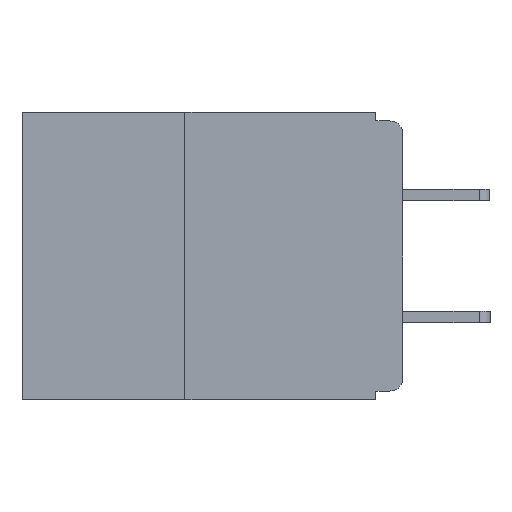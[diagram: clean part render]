
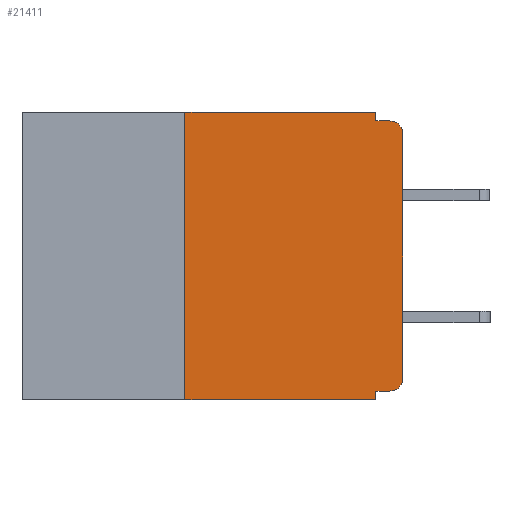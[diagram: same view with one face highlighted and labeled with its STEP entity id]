
A CAD part, left-side view. The second image highlights one B-rep face of the part: STEP entity #21411.
In plain terms, the highlighted planar face has unit normal (-1, 0, 0).
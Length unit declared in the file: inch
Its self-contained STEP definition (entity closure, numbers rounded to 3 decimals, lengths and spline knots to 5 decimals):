
#222 = DIRECTION ( 'NONE',  ( 0., 0., 1. ) ) ;
#290 = ORIENTED_EDGE ( 'NONE', *, *, #6511, .F. ) ;
#1002 = VECTOR ( 'NONE', #17307, 39.37008 ) ;
#1760 = LINE ( 'NONE', #10603, #12641 ) ;
#3091 = VECTOR ( 'NONE', #3567, 39.37008 ) ;
#3410 = VECTOR ( 'NONE', #24521, 39.37008 ) ;
#3567 = DIRECTION ( 'NONE',  ( 0., 0., 1. ) ) ;
#3952 = ORIENTED_EDGE ( 'NONE', *, *, #24591, .F. ) ;
#4008 = DIRECTION ( 'NONE',  ( -1., 0., 0. ) ) ;
#4615 = CARTESIAN_POINT ( 'NONE',  ( 0., 0.015, -0.025 ) ) ;
#4744 = CARTESIAN_POINT ( 'NONE',  ( 0., 0.25, -0.33 ) ) ;
#4890 = VERTEX_POINT ( 'NONE', #19707 ) ;
#4910 = AXIS2_PLACEMENT_3D ( 'NONE', #16858, #4008, #18933 ) ;
#5247 = CIRCLE ( 'NONE', #26990, 0.015 ) ;
#6202 = ORIENTED_EDGE ( 'NONE', *, *, #21857, .T. ) ;
#6511 = EDGE_CURVE ( 'NONE', #20189, #21589, #1760, .T. ) ;
#6778 = DIRECTION ( 'NONE',  ( 0., 0., -1. ) ) ;
#7112 = ORIENTED_EDGE ( 'NONE', *, *, #13559, .F. ) ;
#7283 = PLANE ( 'NONE',  #12168 ) ;
#7809 = EDGE_CURVE ( 'NONE', #20512, #22633, #19479, .T. ) ;
#8229 = VECTOR ( 'NONE', #25988, 39.37008 ) ;
#8454 = DIRECTION ( 'NONE',  ( 0., -1., 0. ) ) ;
#8541 = EDGE_CURVE ( 'NONE', #24536, #26160, #12859, .T. ) ;
#8545 = CARTESIAN_POINT ( 'NONE',  ( 0., 0.031, -0.01 ) ) ;
#8670 = EDGE_LOOP ( 'NONE', ( #23772, #6202, #12597, #27224, #290, #7112, #24058, #17375, #3952, #25935 ) ) ;
#9085 = CIRCLE ( 'NONE', #4910, 0.015 ) ;
#9422 = CARTESIAN_POINT ( 'NONE',  ( 0., 0.031, -0.32 ) ) ;
#9538 = DIRECTION ( 'NONE',  ( 0., 0., -1. ) ) ;
#9854 = CARTESIAN_POINT ( 'NONE',  ( 0., 0.031, 0. ) ) ;
#9891 = CARTESIAN_POINT ( 'NONE',  ( 0., 0., -0.01 ) ) ;
#10339 = FACE_OUTER_BOUND ( 'NONE', #8670, .T. ) ;
#10345 = CARTESIAN_POINT ( 'NONE',  ( 0., 0.015, -0.01 ) ) ;
#10603 = CARTESIAN_POINT ( 'NONE',  ( 0., 0.437, 0. ) ) ;
#11331 = CARTESIAN_POINT ( 'NONE',  ( 0., 0.031, -0.33 ) ) ;
#11554 = VERTEX_POINT ( 'NONE', #26229 ) ;
#12111 = EDGE_CURVE ( 'NONE', #11554, #22633, #13964, .T. ) ;
#12168 = AXIS2_PLACEMENT_3D ( 'NONE', #17988, #22214, #9538 ) ;
#12597 = ORIENTED_EDGE ( 'NONE', *, *, #8541, .F. ) ;
#12615 = CARTESIAN_POINT ( 'NONE',  ( 0., 0.25, 0. ) ) ;
#12641 = VECTOR ( 'NONE', #8454, 39.37008 ) ;
#12842 = VERTEX_POINT ( 'NONE', #23687 ) ;
#12859 = LINE ( 'NONE', #9891, #3410 ) ;
#13463 = VECTOR ( 'NONE', #16306, 39.37008 ) ;
#13559 = EDGE_CURVE ( 'NONE', #11554, #20189, #22420, .T. ) ;
#13964 = LINE ( 'NONE', #24352, #24429 ) ;
#14311 = CARTESIAN_POINT ( 'NONE',  ( 0., 0., 0. ) ) ;
#14961 = EDGE_CURVE ( 'NONE', #21589, #24536, #24575, .T. ) ;
#16306 = DIRECTION ( 'NONE',  ( 0., 0., -1. ) ) ;
#16858 = CARTESIAN_POINT ( 'NONE',  ( 0., 0.015, -0.305 ) ) ;
#17118 = EDGE_CURVE ( 'NONE', #26924, #12842, #20102, .T. ) ;
#17188 = CARTESIAN_POINT ( 'NONE',  ( 0., 0., -0.305 ) ) ;
#17307 = DIRECTION ( 'NONE',  ( 0., 1., 0. ) ) ;
#17375 = ORIENTED_EDGE ( 'NONE', *, *, #7809, .F. ) ;
#17988 = CARTESIAN_POINT ( 'NONE',  ( 0., 0.437, 0. ) ) ;
#18933 = DIRECTION ( 'NONE',  ( 0., 0., -1. ) ) ;
#19006 = EDGE_CURVE ( 'NONE', #4890, #26924, #9085, .T. ) ;
#19479 = LINE ( 'NONE', #11331, #8229 ) ;
#19501 = DIRECTION ( 'NONE',  ( -1., 0., 0. ) ) ;
#19707 = CARTESIAN_POINT ( 'NONE',  ( 0., 0.015, -0.32 ) ) ;
#20102 = LINE ( 'NONE', #14311, #3091 ) ;
#20189 = VERTEX_POINT ( 'NONE', #12615 ) ;
#20284 = CARTESIAN_POINT ( 'NONE',  ( 0., 0.031, -0.33 ) ) ;
#20512 = VERTEX_POINT ( 'NONE', #9422 ) ;
#20710 = CARTESIAN_POINT ( 'NONE',  ( 0., 0.031, 0. ) ) ;
#21411 = ADVANCED_FACE ( 'NONE', ( #10339 ), #7283, .F. ) ;
#21589 = VERTEX_POINT ( 'NONE', #20710 ) ;
#21857 = EDGE_CURVE ( 'NONE', #12842, #26160, #5247, .T. ) ;
#22214 = DIRECTION ( 'NONE',  ( 1., 0., 0. ) ) ;
#22420 = LINE ( 'NONE', #4744, #27172 ) ;
#22633 = VERTEX_POINT ( 'NONE', #20284 ) ;
#23687 = CARTESIAN_POINT ( 'NONE',  ( 0., 0., -0.025 ) ) ;
#23772 = ORIENTED_EDGE ( 'NONE', *, *, #17118, .T. ) ;
#24058 = ORIENTED_EDGE ( 'NONE', *, *, #12111, .T. ) ;
#24352 = CARTESIAN_POINT ( 'NONE',  ( 0., 0.437, -0.33 ) ) ;
#24415 = LINE ( 'NONE', #27551, #1002 ) ;
#24429 = VECTOR ( 'NONE', #26379, 39.37008 ) ;
#24521 = DIRECTION ( 'NONE',  ( 0., -1., 0. ) ) ;
#24536 = VERTEX_POINT ( 'NONE', #8545 ) ;
#24575 = LINE ( 'NONE', #9854, #13463 ) ;
#24591 = EDGE_CURVE ( 'NONE', #4890, #20512, #24415, .T. ) ;
#25935 = ORIENTED_EDGE ( 'NONE', *, *, #19006, .T. ) ;
#25988 = DIRECTION ( 'NONE',  ( 0., 0., -1. ) ) ;
#26160 = VERTEX_POINT ( 'NONE', #10345 ) ;
#26229 = CARTESIAN_POINT ( 'NONE',  ( 0., 0.25, -0.33 ) ) ;
#26379 = DIRECTION ( 'NONE',  ( 0., -1., 0. ) ) ;
#26924 = VERTEX_POINT ( 'NONE', #17188 ) ;
#26990 = AXIS2_PLACEMENT_3D ( 'NONE', #4615, #19501, #6778 ) ;
#27172 = VECTOR ( 'NONE', #222, 39.37008 ) ;
#27224 = ORIENTED_EDGE ( 'NONE', *, *, #14961, .F. ) ;
#27551 = CARTESIAN_POINT ( 'NONE',  ( 0., 0., -0.32 ) ) ;
